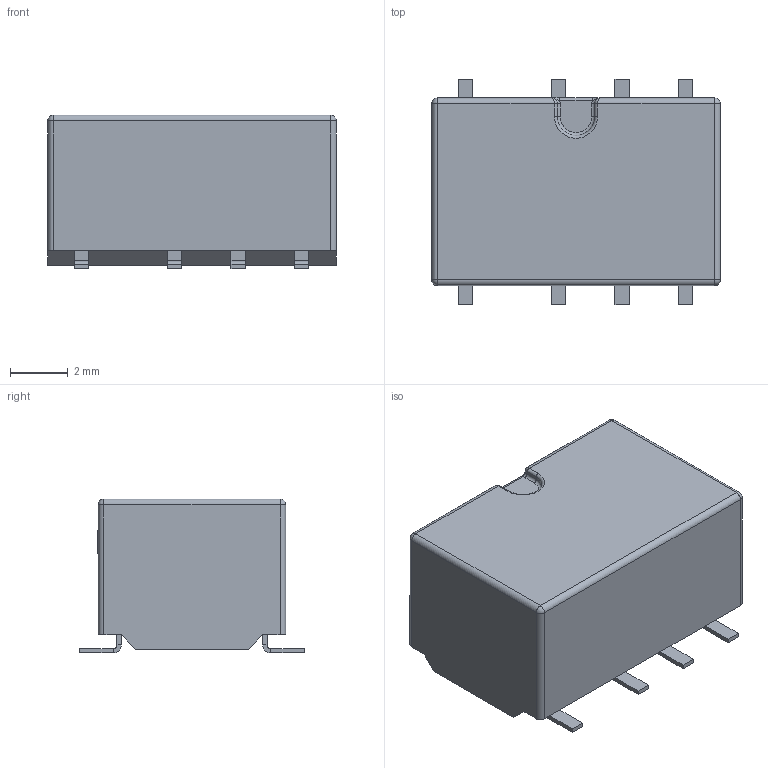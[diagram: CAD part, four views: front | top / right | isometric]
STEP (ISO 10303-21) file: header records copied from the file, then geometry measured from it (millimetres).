
FILE_DESCRIPTION (( 'STEP AP214' ), '1' );
FILE_NAME ('RELAY-SMD_L10.0-W6.5-H5.7-LS7.5-P2.2.step', '2022-07-09T12:40:18', ( '' ), ( '' ), 'SwSTEP 2.0', 'SolidWorks 2020', '' );
FILE_SCHEMA (( 'AUTOMOTIVE_DESIGN' ));
Length unit declared in the file: millimetre
Products named in the file (1): RELAY-SMD_L10.0-W6.5-H5.7-LS7.5-P2.2
Bounding box: 10 x 7.8 x 5.33 mm (x, y, z)
Volume: 327.7 mm3; surface area: 309 mm2
Topology: 1 solids, 1 shells, 429 faces, 1101 edges, 692 vertices
Faces by surface type: plane 272, bspline 116, cylinder 33, sphere 4, torus 4
Entity records: 18738 total; most frequent: CARTESIAN_POINT 4435, ORIENTED_EDGE 2186, DIRECTION 1551, EDGE_CURVE 1093, LINE 791, VECTOR 791, VERTEX_POINT 692, EDGE_LOOP 455
